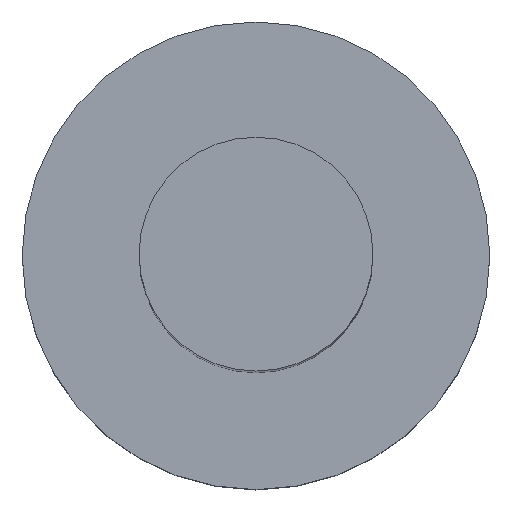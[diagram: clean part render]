
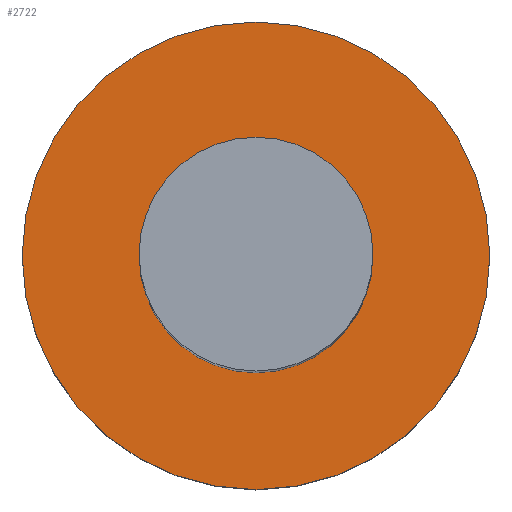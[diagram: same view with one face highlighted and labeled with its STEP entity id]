
A CAD part, top view. The second image highlights one B-rep face of the part: STEP entity #2722.
In plain terms, the highlighted planar face has unit normal (0, 0, 1).
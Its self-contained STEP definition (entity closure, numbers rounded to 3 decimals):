
#728=PLANE('',#2983);
#871=ORIENTED_EDGE('',*,*,#1609,.F.);
#872=ORIENTED_EDGE('',*,*,#1607,.T.);
#1607=EDGE_CURVE('',#1976,#1976,#2233,.T.);
#1609=EDGE_CURVE('',#1978,#1978,#2235,.T.);
#1976=VERTEX_POINT('',#3950);
#1978=VERTEX_POINT('',#3955);
#2233=CIRCLE('',#2981,6.);
#2235=CIRCLE('',#2984,3.);
#2275=EDGE_LOOP('',(#871));
#2276=EDGE_LOOP('',(#872));
#2489=FACE_BOUND('',#2275,.T.);
#2490=FACE_BOUND('',#2276,.T.);
#2722=ADVANCED_FACE('',(#2489,#2490),#728,.T.);
#2981=AXIS2_PLACEMENT_3D('',#3949,#3196,#3197);
#2983=AXIS2_PLACEMENT_3D('',#3953,#3200,#3201);
#2984=AXIS2_PLACEMENT_3D('',#3954,#3202,#3203);
#3196=DIRECTION('',(0.,0.,1.));
#3197=DIRECTION('',(1.,0.,0.));
#3200=DIRECTION('',(0.,0.,1.));
#3201=DIRECTION('',(1.,0.,0.));
#3202=DIRECTION('',(0.,0.,1.));
#3203=DIRECTION('',(1.,0.,0.));
#3949=CARTESIAN_POINT('',(0.,0.,5.));
#3950=CARTESIAN_POINT('',(6.,0.,5.));
#3953=CARTESIAN_POINT('',(0.,0.,5.));
#3954=CARTESIAN_POINT('',(0.,0.,5.));
#3955=CARTESIAN_POINT('',(3.,0.,5.));
